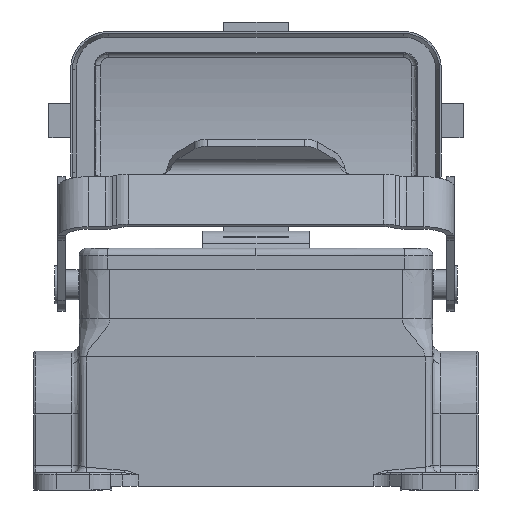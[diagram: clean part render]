
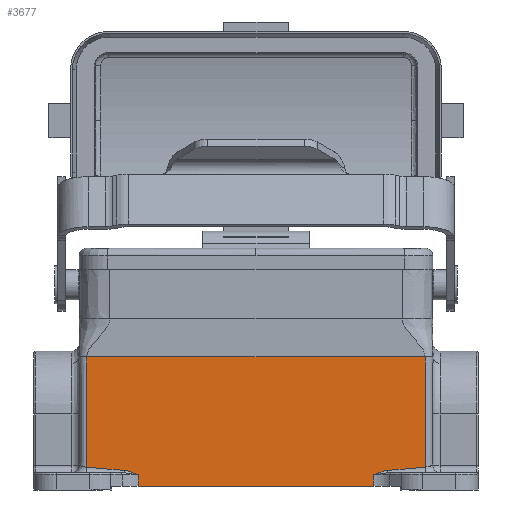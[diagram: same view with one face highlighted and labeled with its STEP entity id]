
A CAD part, front view. The second image highlights one B-rep face of the part: STEP entity #3677.
In plain terms, the highlighted planar face has unit normal (0, -1, 0).
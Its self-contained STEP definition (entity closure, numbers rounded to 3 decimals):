
#3364=B_SPLINE_CURVE_WITH_KNOTS('',3,(#19259,#19260,#19261,#19262,#19263,
#19264,#19265),.UNSPECIFIED.,.F.,.F.,(4,1,1,1,4),(0.,0.24,
0.484,0.74,1.),.UNSPECIFIED.);
#3365=B_SPLINE_CURVE_WITH_KNOTS('',3,(#19289,#19290,#19291,#19292),
 .UNSPECIFIED.,.F.,.F.,(4,4),(0.,1.),.UNSPECIFIED.);
#3367=B_SPLINE_CURVE_WITH_KNOTS('',3,(#19365,#19366,#19367,#19368),
 .UNSPECIFIED.,.F.,.F.,(4,4),(0.,1.),.UNSPECIFIED.);
#3370=B_SPLINE_CURVE_WITH_KNOTS('',3,(#19529,#19530,#19531,#19532),
 .UNSPECIFIED.,.F.,.F.,(4,4),(0.,1.),.UNSPECIFIED.);
#3372=B_SPLINE_CURVE_WITH_KNOTS('',3,(#19618,#19619,#19620,#19621),
 .UNSPECIFIED.,.F.,.F.,(4,4),(0.,1.),.UNSPECIFIED.);
#3383=B_SPLINE_CURVE_WITH_KNOTS('',3,(#20011,#20012,#20013,#20014,#20015,
#20016,#20017),.UNSPECIFIED.,.F.,.F.,(4,1,1,1,4),(0.,0.26,
0.516,0.76,1.),.UNSPECIFIED.);
#3677=ADVANCED_FACE('',(#4488),#4099,.T.);
#4099=PLANE('',#12461);
#4488=FACE_OUTER_BOUND('',#5062,.T.);
#5062=EDGE_LOOP('',(#6612,#6613,#6614,#6615,#6616,#6617,#6618,#6619,#6620,
#6621));
#6612=ORIENTED_EDGE('',*,*,#9838,.T.);
#6613=ORIENTED_EDGE('',*,*,#9732,.T.);
#6614=ORIENTED_EDGE('',*,*,#9735,.T.);
#6615=ORIENTED_EDGE('',*,*,#9737,.T.);
#6616=ORIENTED_EDGE('',*,*,#9740,.T.);
#6617=ORIENTED_EDGE('',*,*,#9743,.F.);
#6618=ORIENTED_EDGE('',*,*,#9745,.T.);
#6619=ORIENTED_EDGE('',*,*,#9749,.T.);
#6620=ORIENTED_EDGE('',*,*,#9839,.T.);
#6621=ORIENTED_EDGE('',*,*,#9827,.T.);
#8636=VERTEX_POINT('',#19215);
#8637=VERTEX_POINT('',#19217);
#8638=VERTEX_POINT('',#19258);
#8639=VERTEX_POINT('',#19288);
#8640=VERTEX_POINT('',#19364);
#8641=VERTEX_POINT('',#19471);
#8642=VERTEX_POINT('',#19533);
#8644=VERTEX_POINT('',#19622);
#8693=VERTEX_POINT('',#19989);
#8694=VERTEX_POINT('',#19990);
#9732=EDGE_CURVE('',#8636,#8637,#10861,.T.);
#9735=EDGE_CURVE('',#8637,#8638,#3364,.T.);
#9737=EDGE_CURVE('',#8638,#8639,#3365,.T.);
#9740=EDGE_CURVE('',#8639,#8640,#3367,.T.);
#9743=EDGE_CURVE('',#8641,#8640,#10862,.T.);
#9745=EDGE_CURVE('',#8641,#8642,#3370,.T.);
#9749=EDGE_CURVE('',#8642,#8644,#3372,.T.);
#9827=EDGE_CURVE('',#8693,#8694,#10898,.T.);
#9838=EDGE_CURVE('',#8694,#8636,#10907,.T.);
#9839=EDGE_CURVE('',#8644,#8693,#3383,.T.);
#10861=LINE('',#19218,#11567);
#10862=LINE('',#19472,#11568);
#10898=LINE('',#19988,#11604);
#10907=LINE('',#20009,#11613);
#11567=VECTOR('',#13963,1.);
#11568=VECTOR('',#13972,1.);
#11604=VECTOR('',#14118,1.);
#11613=VECTOR('',#14139,1.);
#12461=AXIS2_PLACEMENT_3D('',#20018,#14142,#14143);
#13963=DIRECTION('',(0.,0.,1.));
#13972=DIRECTION('',(1.,0.,0.));
#14118=DIRECTION('',(0.,0.,-1.));
#14139=DIRECTION('',(1.,0.,0.));
#14142=DIRECTION('',(0.,-1.,0.));
#14143=DIRECTION('',(0.,0.,1.));
#19215=CARTESIAN_POINT('',(31.015,-21.5,-51.));
#19217=CARTESIAN_POINT('',(31.015,-21.5,-48.));
#19218=CARTESIAN_POINT('',(31.015,-21.5,-51.));
#19258=CARTESIAN_POINT('',(34.722,-21.5,-46.839));
#19259=CARTESIAN_POINT('',(31.015,-21.5,-48.));
#19260=CARTESIAN_POINT('',(31.302,-21.5,-47.878));
#19261=CARTESIAN_POINT('',(31.88,-21.5,-47.627));
#19262=CARTESIAN_POINT('',(32.775,-21.5,-47.268));
#19263=CARTESIAN_POINT('',(33.72,-21.5,-46.969));
#19264=CARTESIAN_POINT('',(34.384,-21.5,-46.856));
#19265=CARTESIAN_POINT('',(34.722,-21.5,-46.839));
#19288=CARTESIAN_POINT('',(44.5,-21.5,-46.));
#19289=CARTESIAN_POINT('',(34.722,-21.5,-46.839));
#19290=CARTESIAN_POINT('',(37.996,-21.5,-46.659));
#19291=CARTESIAN_POINT('',(41.259,-21.5,-46.378));
#19292=CARTESIAN_POINT('',(44.5,-21.5,-46.));
#19364=CARTESIAN_POINT('',(44.5,-21.5,-17.));
#19365=CARTESIAN_POINT('',(44.5,-21.5,-46.));
#19366=CARTESIAN_POINT('',(44.5,-21.5,-36.333));
#19367=CARTESIAN_POINT('',(44.5,-21.5,-26.667));
#19368=CARTESIAN_POINT('',(44.5,-21.5,-17.));
#19471=CARTESIAN_POINT('',(-44.5,-21.5,-17.));
#19472=CARTESIAN_POINT('',(-44.5,-21.5,-17.));
#19529=CARTESIAN_POINT('',(-44.5,-21.5,-17.));
#19530=CARTESIAN_POINT('',(-44.5,-21.5,-26.667));
#19531=CARTESIAN_POINT('',(-44.5,-21.5,-36.333));
#19532=CARTESIAN_POINT('',(-44.5,-21.5,-46.));
#19533=CARTESIAN_POINT('',(-44.5,-21.5,-46.));
#19618=CARTESIAN_POINT('',(-44.5,-21.5,-46.));
#19619=CARTESIAN_POINT('',(-41.259,-21.5,-46.378));
#19620=CARTESIAN_POINT('',(-37.996,-21.5,-46.659));
#19621=CARTESIAN_POINT('',(-34.722,-21.5,-46.839));
#19622=CARTESIAN_POINT('',(-34.722,-21.5,-46.839));
#19988=CARTESIAN_POINT('',(-31.015,-21.5,-48.));
#19989=CARTESIAN_POINT('',(-31.015,-21.5,-48.));
#19990=CARTESIAN_POINT('',(-31.015,-21.5,-51.));
#20009=CARTESIAN_POINT('',(-31.015,-21.5,-51.));
#20011=CARTESIAN_POINT('',(-34.722,-21.5,-46.839));
#20012=CARTESIAN_POINT('',(-34.384,-21.5,-46.856));
#20013=CARTESIAN_POINT('',(-33.72,-21.5,-46.969));
#20014=CARTESIAN_POINT('',(-32.775,-21.5,-47.268));
#20015=CARTESIAN_POINT('',(-31.88,-21.5,-47.627));
#20016=CARTESIAN_POINT('',(-31.302,-21.5,-47.878));
#20017=CARTESIAN_POINT('',(-31.015,-21.5,-48.));
#20018=CARTESIAN_POINT('',(46.7,-21.5,-52.2));
